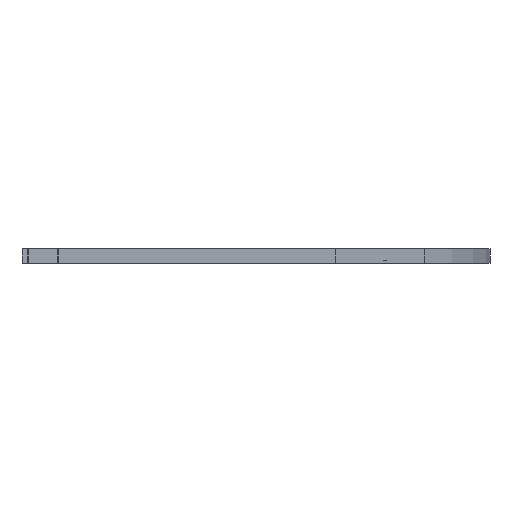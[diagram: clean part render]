
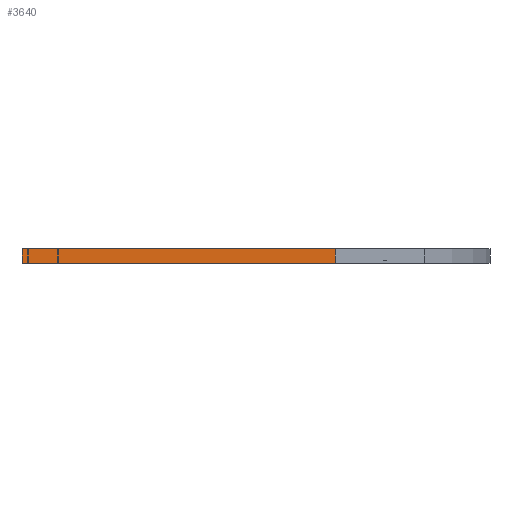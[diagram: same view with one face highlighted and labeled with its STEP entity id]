
A CAD part, left-side view. The second image highlights one B-rep face of the part: STEP entity #3640.
In plain terms, the highlighted planar face has unit normal (-1, 0, 0).
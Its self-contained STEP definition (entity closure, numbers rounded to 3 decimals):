
#267=PLANE('',#4041);
#434=FACE_OUTER_BOUND('',#700,.T.);
#700=EDGE_LOOP('',(#3371,#3372,#3373,#3374));
#743=LINE('',#5236,#1055);
#825=LINE('',#5627,#1137);
#946=LINE('',#6015,#1258);
#1022=LINE('',#6168,#1334);
#1055=VECTOR('',#4121,149.065);
#1137=VECTOR('',#4465,149.065);
#1258=VECTOR('',#4862,10.);
#1334=VECTOR('',#5092,10.);
#1586=VERTEX_POINT('',#5233);
#1587=VERTEX_POINT('',#5235);
#1764=VERTEX_POINT('',#5624);
#1765=VERTEX_POINT('',#5626);
#1931=EDGE_CURVE('',#1586,#1587,#743,.T.);
#2126=EDGE_CURVE('',#1764,#1765,#825,.T.);
#2322=EDGE_CURVE('',#1586,#1765,#946,.T.);
#2398=EDGE_CURVE('',#1587,#1764,#1022,.T.);
#3371=ORIENTED_EDGE('',*,*,#2398,.F.);
#3372=ORIENTED_EDGE('',*,*,#1931,.F.);
#3373=ORIENTED_EDGE('',*,*,#2322,.T.);
#3374=ORIENTED_EDGE('',*,*,#2126,.F.);
#3640=ADVANCED_FACE('',(#434),#267,.F.);
#4041=AXIS2_PLACEMENT_3D('',#6167,#5090,#5091);
#4121=DIRECTION('',(0.,-1.,0.));
#4465=DIRECTION('',(0.,1.,0.));
#4862=DIRECTION('',(0.,0.,-1.));
#5090=DIRECTION('center_axis',(1.,0.,0.));
#5091=DIRECTION('ref_axis',(0.,0.,-1.));
#5092=DIRECTION('',(0.,0.,-1.));
#5233=CARTESIAN_POINT('',(-450.374,11.825,6.35));
#5235=CARTESIAN_POINT('',(-450.374,-152.24,6.35));
#5236=CARTESIAN_POINT('',(-450.374,-3.175,6.35));
#5624=CARTESIAN_POINT('',(-450.374,-152.24,-1.435));
#5626=CARTESIAN_POINT('',(-450.374,11.825,-1.435));
#5627=CARTESIAN_POINT('',(-450.374,-3.175,-1.435));
#6015=CARTESIAN_POINT('',(-450.374,11.825,0.));
#6167=CARTESIAN_POINT('Origin',(-450.374,-3.175,6.35));
#6168=CARTESIAN_POINT('',(-450.374,-152.24,0.));
